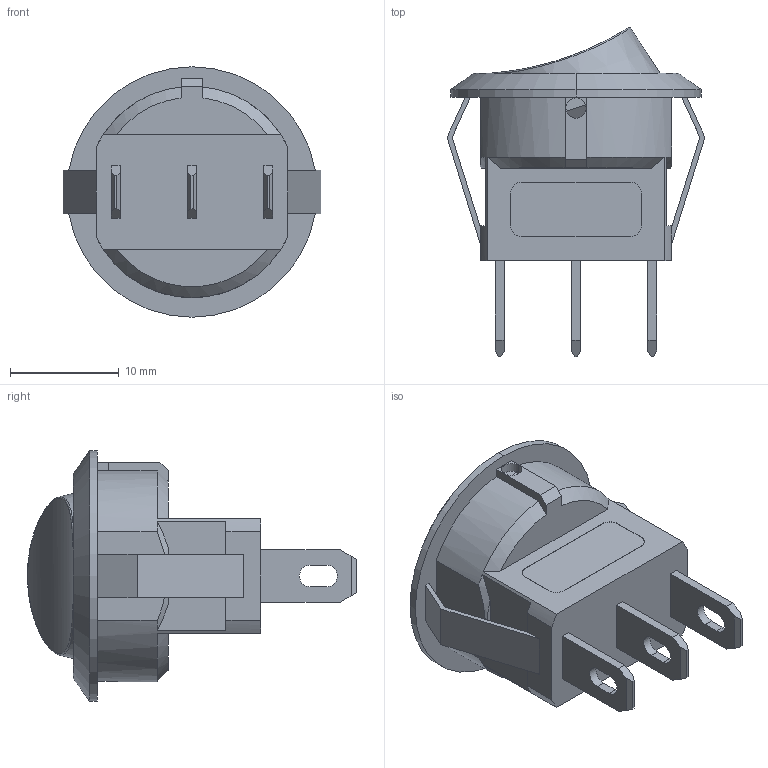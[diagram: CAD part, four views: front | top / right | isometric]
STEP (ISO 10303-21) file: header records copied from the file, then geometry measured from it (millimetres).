
FILE_DESCRIPTION (( 'STEP AP214' ), '1' );
FILE_NAME ('Wippschalter Rund - BG.STEP', '2023-04-10T09:26:24', ( '' ), ( '' ), 'SwSTEP 2.0', 'SolidWorks 2023', '' );
FILE_SCHEMA (( 'AUTOMOTIVE_DESIGN' ));
Length unit declared in the file: millimetre
Products named in the file (3): Wippschalter Rund - T2; Wippschalter Rund - T1; Wippschalter Rund - BG
Assembly tree (2 placements, depth 2):
  Wippschalter Rund - BG
    Wippschalter Rund - T2
    Wippschalter Rund - T1
Bounding box: 23.68 x 30.22 x 23 mm (x, y, z)
Volume: 2995.6 mm3; surface area: 3434.7 mm2
Topology: 2 solids, 2 shells, 236 faces, 633 edges, 417 vertices
Faces by surface type: plane 139, bspline 47, cylinder 37, cone 11, torus 2
Entity records: 11119 total; most frequent: CARTESIAN_POINT 4945, ORIENTED_EDGE 1266, DIRECTION 977, EDGE_CURVE 633, VERTEX_POINT 417, VECTOR 407, LINE 407, AXIS2_PLACEMENT_3D 285
